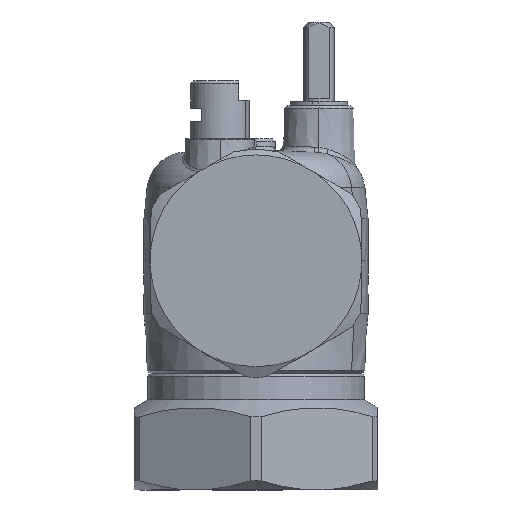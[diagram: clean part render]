
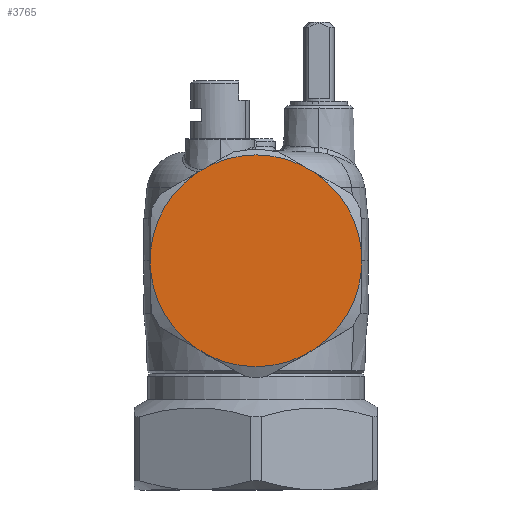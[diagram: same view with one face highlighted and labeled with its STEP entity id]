
A CAD part, left-side view. The second image highlights one B-rep face of the part: STEP entity #3765.
In plain terms, the highlighted planar face has unit normal (-1, 0, 0).
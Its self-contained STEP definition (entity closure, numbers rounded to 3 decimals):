
#2625=CARTESIAN_POINT('Axis2P3D Location',(-44.,0.,0.)) ;
#2629=CARTESIAN_POINT('Vertex',(-44.,11.199,-16.571)) ;
#2631=CARTESIAN_POINT('Vertex',(-44.,19.95,-1.407)) ;
#2682=CARTESIAN_POINT('Axis2P3D Location',(-44.,0.,0.)) ;
#2686=CARTESIAN_POINT('Vertex',(-44.,-8.751,-17.984)) ;
#2688=CARTESIAN_POINT('Vertex',(-44.,8.751,-17.984)) ;
#3344=CARTESIAN_POINT('Axis2P3D Location',(-44.,0.,0.)) ;
#3348=CARTESIAN_POINT('Vertex',(-44.,-19.95,-1.407)) ;
#3350=CARTESIAN_POINT('Vertex',(-44.,-11.199,-16.571)) ;
#3495=CARTESIAN_POINT('Axis2P3D Location',(-44.,0.,0.)) ;
#3499=CARTESIAN_POINT('Vertex',(-44.,19.95,1.407)) ;
#3501=CARTESIAN_POINT('Vertex',(-44.,11.199,16.571)) ;
#3634=CARTESIAN_POINT('Axis2P3D Location',(-44.,0.,0.)) ;
#3638=CARTESIAN_POINT('Vertex',(-44.,-11.199,16.571)) ;
#3640=CARTESIAN_POINT('Vertex',(-44.,-19.95,1.407)) ;
#3691=CARTESIAN_POINT('Axis2P3D Location',(-44.,0.,0.)) ;
#3696=CARTESIAN_POINT('Axis2P3D Location',(-44.,0.,0.)) ;
#3700=CARTESIAN_POINT('Vertex',(-44.,8.751,17.984)) ;
#3702=CARTESIAN_POINT('Vertex',(-44.,-8.751,17.984)) ;
#3705=CARTESIAN_POINT('Line Origine',(-44.,9.975,17.277)) ;
#3710=CARTESIAN_POINT('Line Origine',(-44.,19.963,0.704)) ;
#3714=CARTESIAN_POINT('Vertex',(-44.,19.975,0.)) ;
#3717=CARTESIAN_POINT('Line Origine',(-44.,19.963,-0.704)) ;
#3722=CARTESIAN_POINT('Line Origine',(-44.,9.975,-17.277)) ;
#3727=CARTESIAN_POINT('Line Origine',(-44.,-9.975,-17.277)) ;
#3732=CARTESIAN_POINT('Line Origine',(-44.,-19.963,-0.704)) ;
#3736=CARTESIAN_POINT('Vertex',(-44.,-19.975,0.)) ;
#3739=CARTESIAN_POINT('Line Origine',(-44.,-19.963,0.704)) ;
#3744=CARTESIAN_POINT('Line Origine',(-44.,-9.975,17.277)) ;
#3707=VECTOR('Line Direction',#3706,1.) ;
#3712=VECTOR('Line Direction',#3711,1.) ;
#3719=VECTOR('Line Direction',#3718,1.) ;
#3724=VECTOR('Line Direction',#3723,1.) ;
#3729=VECTOR('Line Direction',#3728,1.) ;
#3734=VECTOR('Line Direction',#3733,1.) ;
#3741=VECTOR('Line Direction',#3740,1.) ;
#3746=VECTOR('Line Direction',#3745,1.) ;
#2626=DIRECTION('Axis2P3D Direction',(1.,0.,-0.)) ;
#2683=DIRECTION('Axis2P3D Direction',(1.,0.,-0.)) ;
#3345=DIRECTION('Axis2P3D Direction',(1.,0.,-0.)) ;
#3496=DIRECTION('Axis2P3D Direction',(1.,0.,-0.)) ;
#3635=DIRECTION('Axis2P3D Direction',(1.,0.,-0.)) ;
#3692=DIRECTION('Axis2P3D Direction',(1.,0.,0.)) ;
#3693=DIRECTION('Axis2P3D XDirection',(0.,-1.,0.)) ;
#3697=DIRECTION('Axis2P3D Direction',(1.,0.,0.)) ;
#3706=DIRECTION('Vector Direction',(0.,0.866,-0.5)) ;
#3711=DIRECTION('Vector Direction',(0.,0.017,-1.)) ;
#3718=DIRECTION('Vector Direction',(0.,-0.017,-1.)) ;
#3723=DIRECTION('Vector Direction',(0.,0.866,0.5)) ;
#3728=DIRECTION('Vector Direction',(0.,-0.866,0.5)) ;
#3733=DIRECTION('Vector Direction',(0.,0.017,-1.)) ;
#3740=DIRECTION('Vector Direction',(0.,-0.017,-1.)) ;
#3745=DIRECTION('Vector Direction',(0.,-0.866,-0.5)) ;
#2627=AXIS2_PLACEMENT_3D('Circle Axis2P3D',#2625,#2626,$) ;
#2684=AXIS2_PLACEMENT_3D('Circle Axis2P3D',#2682,#2683,$) ;
#3346=AXIS2_PLACEMENT_3D('Circle Axis2P3D',#3344,#3345,$) ;
#3497=AXIS2_PLACEMENT_3D('Circle Axis2P3D',#3495,#3496,$) ;
#3636=AXIS2_PLACEMENT_3D('Circle Axis2P3D',#3634,#3635,$) ;
#3694=AXIS2_PLACEMENT_3D('Plane Axis2P3D',#3691,#3692,#3693) ;
#3698=AXIS2_PLACEMENT_3D('Circle Axis2P3D',#3696,#3697,$) ;
#3708=LINE('Line',#3705,#3707) ;
#3713=LINE('Line',#3710,#3712) ;
#3720=LINE('Line',#3717,#3719) ;
#3725=LINE('Line',#3722,#3724) ;
#3730=LINE('Line',#3727,#3729) ;
#3735=LINE('Line',#3732,#3734) ;
#3742=LINE('Line',#3739,#3741) ;
#3747=LINE('Line',#3744,#3746) ;
#2628=CIRCLE('generated circle',#2627,20.) ;
#2685=CIRCLE('generated circle',#2684,20.) ;
#3347=CIRCLE('generated circle',#3346,20.) ;
#3498=CIRCLE('generated circle',#3497,20.) ;
#3637=CIRCLE('generated circle',#3636,20.) ;
#3699=CIRCLE('generated circle',#3698,20.) ;
#3695=PLANE('',#3694) ;
#2633=EDGE_CURVE('',#2630,#2632,#2628,.T.) ;
#2690=EDGE_CURVE('',#2687,#2689,#2685,.T.) ;
#3352=EDGE_CURVE('',#3349,#3351,#3347,.T.) ;
#3503=EDGE_CURVE('',#3500,#3502,#3498,.T.) ;
#3642=EDGE_CURVE('',#3639,#3641,#3637,.T.) ;
#3704=EDGE_CURVE('',#3701,#3703,#3699,.T.) ;
#3709=EDGE_CURVE('',#3701,#3502,#3708,.T.) ;
#3716=EDGE_CURVE('',#3500,#3715,#3713,.T.) ;
#3721=EDGE_CURVE('',#3715,#2632,#3720,.T.) ;
#3726=EDGE_CURVE('',#2689,#2630,#3725,.T.) ;
#3731=EDGE_CURVE('',#2687,#3351,#3730,.T.) ;
#3738=EDGE_CURVE('',#3737,#3349,#3735,.T.) ;
#3743=EDGE_CURVE('',#3641,#3737,#3742,.T.) ;
#3748=EDGE_CURVE('',#3703,#3639,#3747,.T.) ;
#3750=ORIENTED_EDGE('',*,*,#3704,.F.) ;
#3751=ORIENTED_EDGE('',*,*,#3709,.T.) ;
#3752=ORIENTED_EDGE('',*,*,#3503,.F.) ;
#3753=ORIENTED_EDGE('',*,*,#3716,.T.) ;
#3754=ORIENTED_EDGE('',*,*,#3721,.T.) ;
#3755=ORIENTED_EDGE('',*,*,#2633,.F.) ;
#3756=ORIENTED_EDGE('',*,*,#3726,.F.) ;
#3757=ORIENTED_EDGE('',*,*,#2690,.F.) ;
#3758=ORIENTED_EDGE('',*,*,#3731,.T.) ;
#3759=ORIENTED_EDGE('',*,*,#3352,.F.) ;
#3760=ORIENTED_EDGE('',*,*,#3738,.F.) ;
#3761=ORIENTED_EDGE('',*,*,#3743,.F.) ;
#3762=ORIENTED_EDGE('',*,*,#3642,.F.) ;
#3763=ORIENTED_EDGE('',*,*,#3748,.F.) ;
#3749=EDGE_LOOP('',(#3750,#3751,#3752,#3753,#3754,#3755,#3756,#3757,#3758,#3759,#3760,#3761,#3762,#3763)) ;
#2630=VERTEX_POINT('',#2629) ;
#2632=VERTEX_POINT('',#2631) ;
#2687=VERTEX_POINT('',#2686) ;
#2689=VERTEX_POINT('',#2688) ;
#3349=VERTEX_POINT('',#3348) ;
#3351=VERTEX_POINT('',#3350) ;
#3500=VERTEX_POINT('',#3499) ;
#3502=VERTEX_POINT('',#3501) ;
#3639=VERTEX_POINT('',#3638) ;
#3641=VERTEX_POINT('',#3640) ;
#3701=VERTEX_POINT('',#3700) ;
#3703=VERTEX_POINT('',#3702) ;
#3715=VERTEX_POINT('',#3714) ;
#3737=VERTEX_POINT('',#3736) ;
#3765=ADVANCED_FACE('PartBody',(#3764),#3695,.F.) ;
#3764=FACE_OUTER_BOUND('',#3749,.T.) ;
